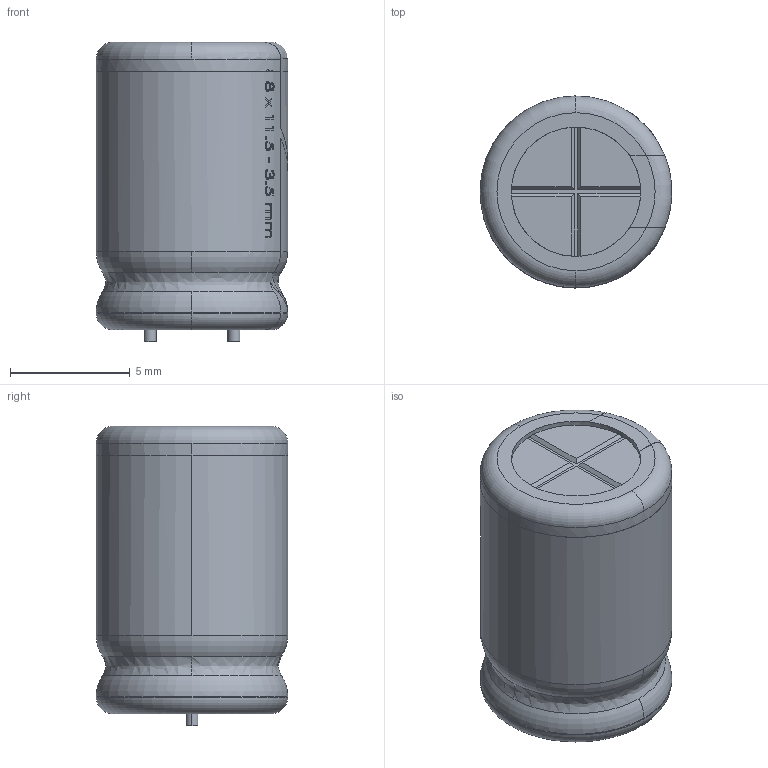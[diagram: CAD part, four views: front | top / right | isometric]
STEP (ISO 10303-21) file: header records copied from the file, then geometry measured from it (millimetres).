
FILE_DESCRIPTION (( 'STEP AP214' ), '1' );
FILE_NAME ('Cap-EL(8x12-3_5)_cut_pins.STEP', '2020-05-28T13:25:52', ( '' ), ( '' ), 'SwSTEP 2.0', 'SolidWorks 2017', '' );
FILE_SCHEMA (( 'AUTOMOTIVE_DESIGN' ));
Length unit declared in the file: millimetre
Products named in the file (3): Cap-EL(8x12-3_5)_cut_pins; Cap-EL(8x11_5-3_5)_8; Cap-EL(8x11_5-3_5)_4
Assembly tree (2 placements, depth 2):
  Cap-EL(8x12-3_5)_cut_pins
    Cap-EL(8x11_5-3_5)_8
    Cap-EL(8x11_5-3_5)_4
Bounding box: 8 x 8 x 12.5 mm (x, y, z)
Volume: 335.7 mm3; surface area: 680.5 mm2
Topology: 2 solids, 2 shells, 481 faces, 1263 edges, 834 vertices
Faces by surface type: plane 218, bspline 167, cylinder 72, torus 24
Entity records: 32036 total; most frequent: CARTESIAN_POINT 15837, ORIENTED_EDGE 2526, DIRECTION 1743, EDGE_CURVE 1263, VERTEX_POINT 834, VECTOR 609, LINE 609, AXIS2_PLACEMENT_3D 567
